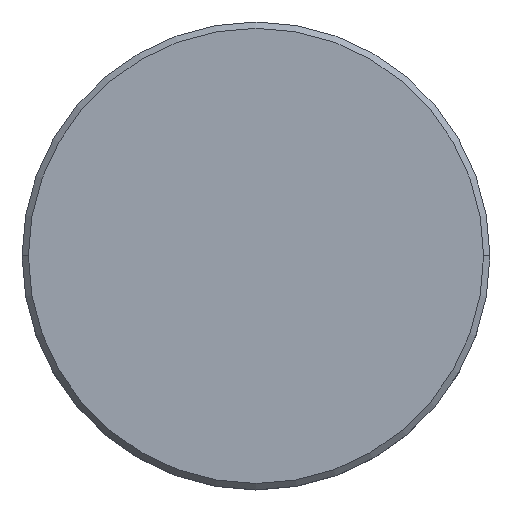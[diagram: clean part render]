
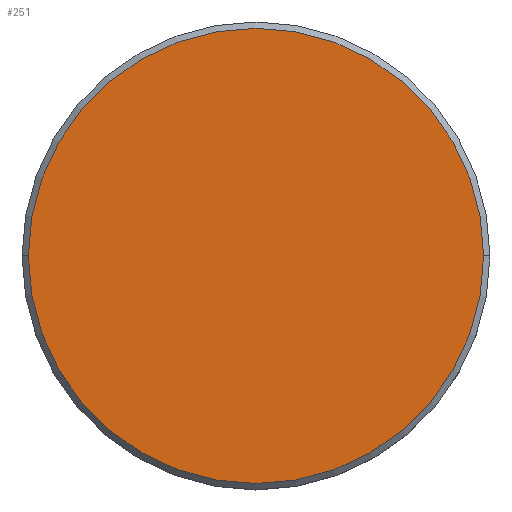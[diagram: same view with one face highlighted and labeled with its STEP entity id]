
A CAD part, top view. The second image highlights one B-rep face of the part: STEP entity #251.
In plain terms, the highlighted planar face has unit normal (0, 0, 1).
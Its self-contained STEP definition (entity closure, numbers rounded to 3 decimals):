
#14 = CARTESIAN_POINT ( 'NONE',  ( -18., 0., 0. ) ) ;
#27 = AXIS2_PLACEMENT_3D ( 'NONE', #218, #374, #225 ) ;
#41 = VERTEX_POINT ( 'NONE', #14 ) ;
#65 = AXIS2_PLACEMENT_3D ( 'NONE', #72, #117, #385 ) ;
#72 = CARTESIAN_POINT ( 'NONE',  ( 0., 0., 0. ) ) ;
#92 = EDGE_CURVE ( 'NONE', #41, #389, #161, .T. ) ;
#117 = DIRECTION ( 'NONE',  ( 0., 0., 1. ) ) ;
#125 = DIRECTION ( 'NONE',  ( 1., 0., 0. ) ) ;
#161 = CIRCLE ( 'NONE', #27, 18. ) ;
#187 = AXIS2_PLACEMENT_3D ( 'NONE', #206, #188, #125 ) ;
#188 = DIRECTION ( 'NONE',  ( 0., 0., 1. ) ) ;
#194 = CARTESIAN_POINT ( 'NONE',  ( 18., 0., 0. ) ) ;
#196 = ORIENTED_EDGE ( 'NONE', *, *, #92, .T. ) ;
#206 = CARTESIAN_POINT ( 'NONE',  ( 0., 0., 0. ) ) ;
#218 = CARTESIAN_POINT ( 'NONE',  ( 0., 0., 0. ) ) ;
#225 = DIRECTION ( 'NONE',  ( 1., 0., 0. ) ) ;
#233 = FACE_OUTER_BOUND ( 'NONE', #383, .T. ) ;
#251 = ADVANCED_FACE ( 'NONE', ( #233 ), #274, .T. ) ;
#274 = PLANE ( 'NONE',  #65 ) ;
#275 = CIRCLE ( 'NONE', #187, 18. ) ;
#289 = EDGE_CURVE ( 'NONE', #389, #41, #275, .T. ) ;
#320 = ORIENTED_EDGE ( 'NONE', *, *, #289, .T. ) ;
#374 = DIRECTION ( 'NONE',  ( 0., 0., 1. ) ) ;
#383 = EDGE_LOOP ( 'NONE', ( #196, #320 ) ) ;
#385 = DIRECTION ( 'NONE',  ( 1., 0., 0. ) ) ;
#389 = VERTEX_POINT ( 'NONE', #194 ) ;
